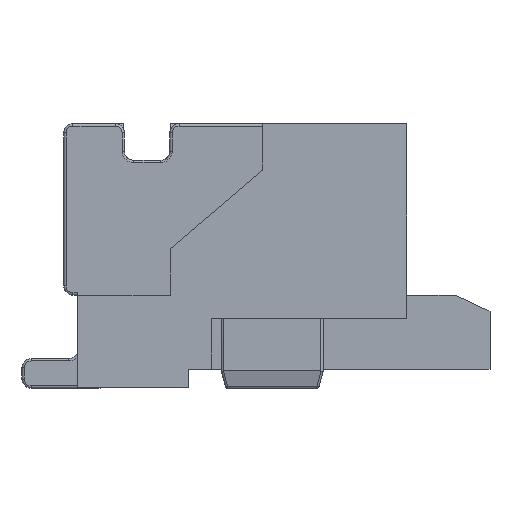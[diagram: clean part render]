
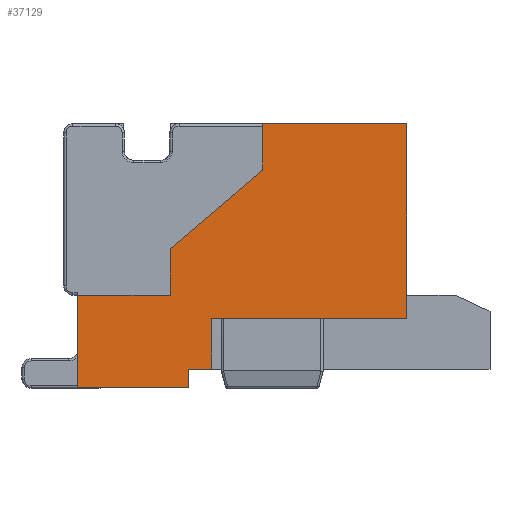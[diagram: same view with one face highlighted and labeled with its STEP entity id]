
A CAD part, left-side view. The second image highlights one B-rep face of the part: STEP entity #37129.
In plain terms, the highlighted planar face has unit normal (-1, 0, 0).
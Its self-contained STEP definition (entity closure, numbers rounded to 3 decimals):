
#577 = EDGE_CURVE ( 'NONE', #13859, #15209, #25917, .T. ) ;
#1760 = DIRECTION ( 'NONE',  ( 0., 0., 1. ) ) ;
#2138 = DIRECTION ( 'NONE',  ( 0., 0., -1. ) ) ;
#2625 = EDGE_CURVE ( 'NONE', #17362, #37487, #17250, .T. ) ;
#3487 = ORIENTED_EDGE ( 'NONE', *, *, #31745, .T. ) ;
#3676 = DIRECTION ( 'NONE',  ( 0., -1., 0. ) ) ;
#3867 = VECTOR ( 'NONE', #1760, 1000. ) ;
#5950 = VERTEX_POINT ( 'NONE', #16250 ) ;
#6020 = CARTESIAN_POINT ( 'NONE',  ( -9., 4.2, 5.7 ) ) ;
#7055 = PLANE ( 'NONE',  #15579 ) ;
#7113 = CARTESIAN_POINT ( 'NONE',  ( -9., 2.2, 2. ) ) ;
#7194 = EDGE_CURVE ( 'NONE', #16634, #13859, #17037, .T. ) ;
#7474 = CARTESIAN_POINT ( 'NONE',  ( -9., 2.2, 3. ) ) ;
#8184 = ORIENTED_EDGE ( 'NONE', *, *, #26144, .F. ) ;
#8599 = LINE ( 'NONE', #26005, #19055 ) ;
#9596 = FACE_OUTER_BOUND ( 'NONE', #16667, .T. ) ;
#9610 = VECTOR ( 'NONE', #24174, 1000. ) ;
#9832 = EDGE_CURVE ( 'NONE', #19229, #16634, #16258, .T. ) ;
#10783 = EDGE_CURVE ( 'NONE', #11318, #37487, #20050, .T. ) ;
#11176 = VECTOR ( 'NONE', #3676, 1000. ) ;
#11318 = VERTEX_POINT ( 'NONE', #23949 ) ;
#11403 = VERTEX_POINT ( 'NONE', #34911 ) ;
#11721 = LINE ( 'NONE', #32098, #26636 ) ;
#11976 = CARTESIAN_POINT ( 'NONE',  ( -9., 1.3, 1.5 ) ) ;
#12591 = VECTOR ( 'NONE', #32950, 1000. ) ;
#12936 = ORIENTED_EDGE ( 'NONE', *, *, #7194, .F. ) ;
#13148 = ORIENTED_EDGE ( 'NONE', *, *, #10783, .F. ) ;
#13523 = ORIENTED_EDGE ( 'NONE', *, *, #30462, .F. ) ;
#13806 = DIRECTION ( 'NONE',  ( 0., 0., 1. ) ) ;
#13859 = VERTEX_POINT ( 'NONE', #31860 ) ;
#14043 = ORIENTED_EDGE ( 'NONE', *, *, #28849, .F. ) ;
#14112 = DIRECTION ( 'NONE',  ( 0., -0.762, 0.648 ) ) ;
#15209 = VERTEX_POINT ( 'NONE', #19841 ) ;
#15579 = AXIS2_PLACEMENT_3D ( 'NONE', #30907, #22060, #16023 ) ;
#16023 = DIRECTION ( 'NONE',  ( 0., 1., 0. ) ) ;
#16250 = CARTESIAN_POINT ( 'NONE',  ( -9., 4.2, 2. ) ) ;
#16258 = LINE ( 'NONE', #7474, #3867 ) ;
#16410 = DIRECTION ( 'NONE',  ( 0., 0., -1. ) ) ;
#16634 = VERTEX_POINT ( 'NONE', #32716 ) ;
#16667 = EDGE_LOOP ( 'NONE', ( #13523, #29540, #12936, #26518, #14043, #16856, #17758, #22392, #3487, #8184, #28237, #13148 ) ) ;
#16856 = ORIENTED_EDGE ( 'NONE', *, *, #31781, .T. ) ;
#16904 = CARTESIAN_POINT ( 'NONE',  ( -9., 1.3, 1.5 ) ) ;
#17037 = LINE ( 'NONE', #19707, #30253 ) ;
#17250 = LINE ( 'NONE', #11976, #12591 ) ;
#17286 = DIRECTION ( 'NONE',  ( 0., -1., 0. ) ) ;
#17362 = VERTEX_POINT ( 'NONE', #19527 ) ;
#17758 = ORIENTED_EDGE ( 'NONE', *, *, #37068, .T. ) ;
#17762 = CARTESIAN_POINT ( 'NONE',  ( -9., 1.8, 0.4 ) ) ;
#18886 = VERTEX_POINT ( 'NONE', #27868 ) ;
#19055 = VECTOR ( 'NONE', #2138, 1000. ) ;
#19180 = VECTOR ( 'NONE', #16410, 1000. ) ;
#19229 = VERTEX_POINT ( 'NONE', #7113 ) ;
#19527 = CARTESIAN_POINT ( 'NONE',  ( -9., 1.3, 1.5 ) ) ;
#19707 = CARTESIAN_POINT ( 'NONE',  ( -9., 0.2, 4.7 ) ) ;
#19786 = LINE ( 'NONE', #28864, #32500 ) ;
#19841 = CARTESIAN_POINT ( 'NONE',  ( -9., 0.2, 5.7 ) ) ;
#20050 = LINE ( 'NONE', #37546, #19180 ) ;
#20600 = CARTESIAN_POINT ( 'NONE',  ( -9., -2.9, 1.5 ) ) ;
#22060 = DIRECTION ( 'NONE',  ( 1., 0., 0. ) ) ;
#22162 = VERTEX_POINT ( 'NONE', #32511 ) ;
#22203 = VECTOR ( 'NONE', #34834, 1000. ) ;
#22392 = ORIENTED_EDGE ( 'NONE', *, *, #32560, .F. ) ;
#23949 = CARTESIAN_POINT ( 'NONE',  ( -9., -2.9, 5.7 ) ) ;
#24174 = DIRECTION ( 'NONE',  ( 0., -1., 0. ) ) ;
#25917 = LINE ( 'NONE', #37861, #34545 ) ;
#25953 = VECTOR ( 'NONE', #38257, 1000. ) ;
#26005 = CARTESIAN_POINT ( 'NONE',  ( -9., 1.8, 0. ) ) ;
#26144 = EDGE_CURVE ( 'NONE', #17362, #11403, #26306, .T. ) ;
#26306 = LINE ( 'NONE', #16904, #25953 ) ;
#26518 = ORIENTED_EDGE ( 'NONE', *, *, #9832, .F. ) ;
#26636 = VECTOR ( 'NONE', #31899, 1000. ) ;
#27868 = CARTESIAN_POINT ( 'NONE',  ( -9., 4.2, 0. ) ) ;
#28152 = LINE ( 'NONE', #36407, #11176 ) ;
#28237 = ORIENTED_EDGE ( 'NONE', *, *, #2625, .T. ) ;
#28849 = EDGE_CURVE ( 'NONE', #5950, #19229, #19786, .T. ) ;
#28864 = CARTESIAN_POINT ( 'NONE',  ( -9., 2.2, 2. ) ) ;
#29540 = ORIENTED_EDGE ( 'NONE', *, *, #577, .F. ) ;
#30253 = VECTOR ( 'NONE', #14112, 1000. ) ;
#30462 = EDGE_CURVE ( 'NONE', #15209, #11318, #32263, .T. ) ;
#30907 = CARTESIAN_POINT ( 'NONE',  ( -9., 4.2, 5.7 ) ) ;
#31147 = CARTESIAN_POINT ( 'NONE',  ( -9., 1.8, 0.4 ) ) ;
#31745 = EDGE_CURVE ( 'NONE', #37614, #11403, #38353, .T. ) ;
#31781 = EDGE_CURVE ( 'NONE', #5950, #18886, #11721, .T. ) ;
#31860 = CARTESIAN_POINT ( 'NONE',  ( -9., 0.2, 4.7 ) ) ;
#31899 = DIRECTION ( 'NONE',  ( 0., 0., -1. ) ) ;
#32098 = CARTESIAN_POINT ( 'NONE',  ( -9., 4.2, 5.7 ) ) ;
#32263 = LINE ( 'NONE', #6020, #9610 ) ;
#32500 = VECTOR ( 'NONE', #17286, 1000. ) ;
#32511 = CARTESIAN_POINT ( 'NONE',  ( -9., 1.8, 0. ) ) ;
#32560 = EDGE_CURVE ( 'NONE', #37614, #22162, #8599, .T. ) ;
#32716 = CARTESIAN_POINT ( 'NONE',  ( -9., 2.2, 3. ) ) ;
#32950 = DIRECTION ( 'NONE',  ( 0., -1., 0. ) ) ;
#34545 = VECTOR ( 'NONE', #13806, 1000. ) ;
#34834 = DIRECTION ( 'NONE',  ( 0., -1., 0. ) ) ;
#34911 = CARTESIAN_POINT ( 'NONE',  ( -9., 1.3, 0.4 ) ) ;
#36407 = CARTESIAN_POINT ( 'NONE',  ( -9., 4.2, 0. ) ) ;
#37068 = EDGE_CURVE ( 'NONE', #18886, #22162, #28152, .T. ) ;
#37129 = ADVANCED_FACE ( 'NONE', ( #9596 ), #7055, .F. ) ;
#37487 = VERTEX_POINT ( 'NONE', #20600 ) ;
#37546 = CARTESIAN_POINT ( 'NONE',  ( -9., -2.9, 1.5 ) ) ;
#37614 = VERTEX_POINT ( 'NONE', #31147 ) ;
#37861 = CARTESIAN_POINT ( 'NONE',  ( -9., 0.2, 5.7 ) ) ;
#38257 = DIRECTION ( 'NONE',  ( 0., 0., -1. ) ) ;
#38353 = LINE ( 'NONE', #17762, #22203 ) ;
